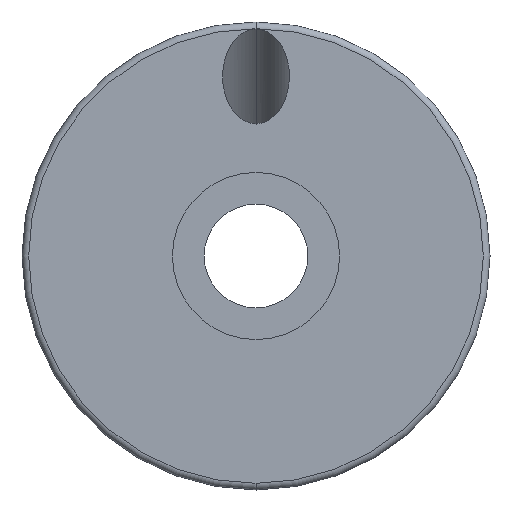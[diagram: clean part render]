
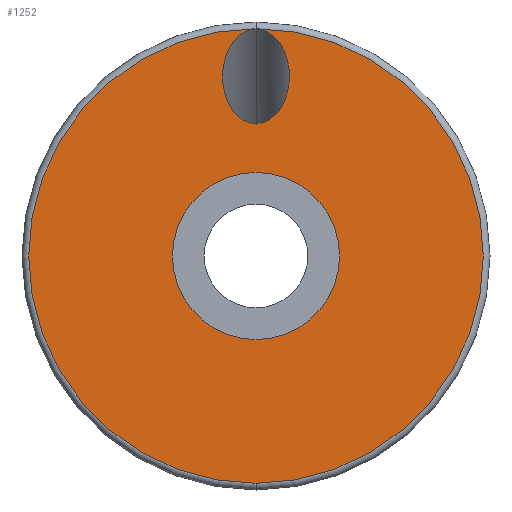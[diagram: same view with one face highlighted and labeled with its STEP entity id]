
A CAD part, front view. The second image highlights one B-rep face of the part: STEP entity #1252.
In plain terms, the highlighted planar face has unit normal (0, -1, 0).
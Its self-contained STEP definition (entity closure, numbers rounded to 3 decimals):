
#75 = EDGE_LOOP ( 'NONE', ( #2146, #744 ) ) ;
#142 = EDGE_CURVE ( 'NONE', #612, #1406, #654, .T. ) ;
#193 = DIRECTION ( 'NONE',  ( 0., -1., 0. ) ) ;
#327 = CARTESIAN_POINT ( 'NONE',  ( 0., 0., 67.882 ) ) ;
#335 = AXIS2_PLACEMENT_3D ( 'NONE', #2731, #193, #3070 ) ;
#441 = CIRCLE ( 'NONE', #3017, 25. ) ;
#572 = EDGE_CURVE ( 'NONE', #1406, #612, #2058, .T. ) ;
#612 = VERTEX_POINT ( 'NONE', #2853 ) ;
#632 = AXIS2_PLACEMENT_3D ( 'NONE', #2833, #2498, #3189 ) ;
#654 =( BOUNDED_CURVE ( )  B_SPLINE_CURVE ( 3, ( #3510, #2554, #1879, #2845 ),
 .UNSPECIFIED., .F., .F. ) 
 B_SPLINE_CURVE_WITH_KNOTS ( ( 4, 4 ),
 ( 0., 3.142 ),
 .UNSPECIFIED. ) 
 CURVE ( )  GEOMETRIC_REPRESENTATION_ITEM ( )  RATIONAL_B_SPLINE_CURVE ( ( 1., 0.333, 0.333, 1. ) ) 
 REPRESENTATION_ITEM ( '' )  );
#737 = AXIS2_PLACEMENT_3D ( 'NONE', #2885, #1270, #3866 ) ;
#744 = ORIENTED_EDGE ( 'NONE', *, *, #142, .T. ) ;
#747 = VERTEX_POINT ( 'NONE', #2276 ) ;
#773 = CIRCLE ( 'NONE', #737, 68. ) ;
#812 = DIRECTION ( 'NONE',  ( 0., -1., 0. ) ) ;
#834 = DIRECTION ( 'NONE',  ( 0., -1., 0. ) ) ;
#927 = CARTESIAN_POINT ( 'NONE',  ( 0., 0., 67.882 ) ) ;
#1002 = ORIENTED_EDGE ( 'NONE', *, *, #3065, .F. ) ;
#1033 = CIRCLE ( 'NONE', #335, 25. ) ;
#1252 = ADVANCED_FACE ( 'NONE', ( #2499, #3059, #1631 ), #2230, .F. ) ;
#1270 = DIRECTION ( 'NONE',  ( 0., -1., 0. ) ) ;
#1406 = VERTEX_POINT ( 'NONE', #327 ) ;
#1417 = CIRCLE ( 'NONE', #1836, 68. ) ;
#1431 = CARTESIAN_POINT ( 'NONE',  ( 0., 0., 68. ) ) ;
#1631 = FACE_BOUND ( 'NONE', #75, .T. ) ;
#1671 = EDGE_CURVE ( 'NONE', #2053, #2868, #441, .T. ) ;
#1763 = DIRECTION ( 'NONE',  ( 0., 0., -1. ) ) ;
#1828 = EDGE_CURVE ( 'NONE', #747, #2809, #773, .T. ) ;
#1836 = AXIS2_PLACEMENT_3D ( 'NONE', #3444, #834, #2443 ) ;
#1853 = ORIENTED_EDGE ( 'NONE', *, *, #2808, .T. ) ;
#1879 = CARTESIAN_POINT ( 'NONE',  ( -20., 0., 67.882 ) ) ;
#2047 = EDGE_LOOP ( 'NONE', ( #1002, #4091 ) ) ;
#2053 = VERTEX_POINT ( 'NONE', #2079 ) ;
#2058 =( BOUNDED_CURVE ( )  B_SPLINE_CURVE ( 3, ( #927, #3194, #4136, #3813 ),
 .UNSPECIFIED., .F., .F. ) 
 B_SPLINE_CURVE_WITH_KNOTS ( ( 4, 4 ),
 ( 3.142, 6.283 ),
 .UNSPECIFIED. ) 
 CURVE ( )  GEOMETRIC_REPRESENTATION_ITEM ( )  RATIONAL_B_SPLINE_CURVE ( ( 1., 0.333, 0.333, 1. ) ) 
 REPRESENTATION_ITEM ( '' )  );
#2075 = CARTESIAN_POINT ( 'NONE',  ( 0., 0., -25. ) ) ;
#2079 = CARTESIAN_POINT ( 'NONE',  ( 0., 0., 25. ) ) ;
#2146 = ORIENTED_EDGE ( 'NONE', *, *, #572, .T. ) ;
#2214 = EDGE_LOOP ( 'NONE', ( #1853, #3332 ) ) ;
#2230 = PLANE ( 'NONE',  #632 ) ;
#2276 = CARTESIAN_POINT ( 'NONE',  ( 0., 0., -68. ) ) ;
#2413 = CARTESIAN_POINT ( 'NONE',  ( 0., 0., 0. ) ) ;
#2443 = DIRECTION ( 'NONE',  ( 0., 0., 1. ) ) ;
#2498 = DIRECTION ( 'NONE',  ( 0., 1., 0. ) ) ;
#2499 = FACE_OUTER_BOUND ( 'NONE', #2214, .T. ) ;
#2554 = CARTESIAN_POINT ( 'NONE',  ( -20., 0., 39.598 ) ) ;
#2731 = CARTESIAN_POINT ( 'NONE',  ( 0., 0., 0. ) ) ;
#2808 = EDGE_CURVE ( 'NONE', #2809, #747, #1417, .T. ) ;
#2809 = VERTEX_POINT ( 'NONE', #1431 ) ;
#2833 = CARTESIAN_POINT ( 'NONE',  ( 0., 0., 0. ) ) ;
#2845 = CARTESIAN_POINT ( 'NONE',  ( 0., 0., 67.882 ) ) ;
#2853 = CARTESIAN_POINT ( 'NONE',  ( 0., 0., 39.598 ) ) ;
#2868 = VERTEX_POINT ( 'NONE', #2075 ) ;
#2885 = CARTESIAN_POINT ( 'NONE',  ( 0., 0., 0. ) ) ;
#3017 = AXIS2_PLACEMENT_3D ( 'NONE', #2413, #812, #1763 ) ;
#3059 = FACE_BOUND ( 'NONE', #2047, .T. ) ;
#3065 = EDGE_CURVE ( 'NONE', #2868, #2053, #1033, .T. ) ;
#3070 = DIRECTION ( 'NONE',  ( 0., 0., -1. ) ) ;
#3189 = DIRECTION ( 'NONE',  ( 0., 0., 1. ) ) ;
#3194 = CARTESIAN_POINT ( 'NONE',  ( 20., 0., 67.882 ) ) ;
#3332 = ORIENTED_EDGE ( 'NONE', *, *, #1828, .T. ) ;
#3444 = CARTESIAN_POINT ( 'NONE',  ( 0., 0., 0. ) ) ;
#3510 = CARTESIAN_POINT ( 'NONE',  ( 0., 0., 39.598 ) ) ;
#3813 = CARTESIAN_POINT ( 'NONE',  ( 0., 0., 39.598 ) ) ;
#3866 = DIRECTION ( 'NONE',  ( 0., 0., 1. ) ) ;
#4091 = ORIENTED_EDGE ( 'NONE', *, *, #1671, .F. ) ;
#4136 = CARTESIAN_POINT ( 'NONE',  ( 20., 0., 39.598 ) ) ;
